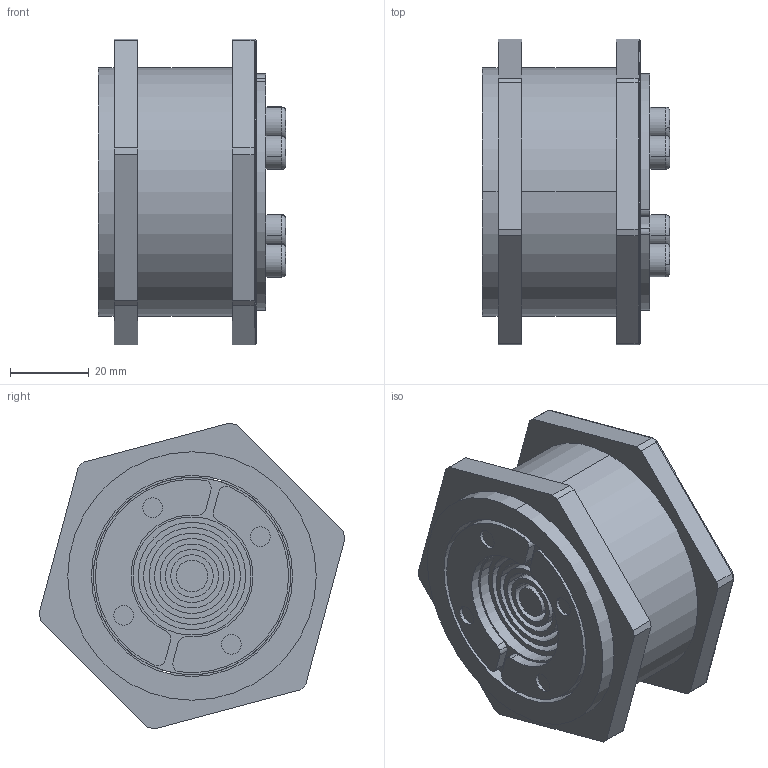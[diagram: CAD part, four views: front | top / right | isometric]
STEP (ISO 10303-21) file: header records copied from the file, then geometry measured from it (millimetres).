
FILE_DESCRIPTION((''),'2;1');
FILE_NAME('CRST 50.stp','2004-01-13T11:05:28',('petor'),(''),'Autodesk Inventor 8','Autodesk Inventor 8','');
FILE_SCHEMA(('AUTOMOTIVE_DESIGN { 1 0 10303 214 1 1 1 1 }'));
Length unit declared in the file: millimetre
Products named in the file (3): CRST 50; CRS 50
Assembly tree (2 placements, depth 2):
  CRST 50
    CRST 50
    CRS 50
Bounding box: 47.5 x 77.56 x 77.56 mm (x, y, z)
Volume: 129613.6 mm3; surface area: 42689.5 mm2
Topology: 2 solids, 2 shells, 233 faces, 550 edges, 356 vertices
Faces by surface type: cylinder 124, plane 99, torus 10
Entity records: 6849 total; most frequent: DIRECTION 1280, CARTESIAN_POINT 1144, ORIENTED_EDGE 1100, EDGE_CURVE 550, AXIS2_PLACEMENT_3D 492, VERTEX_POINT 356, VECTOR 296, LINE 296
